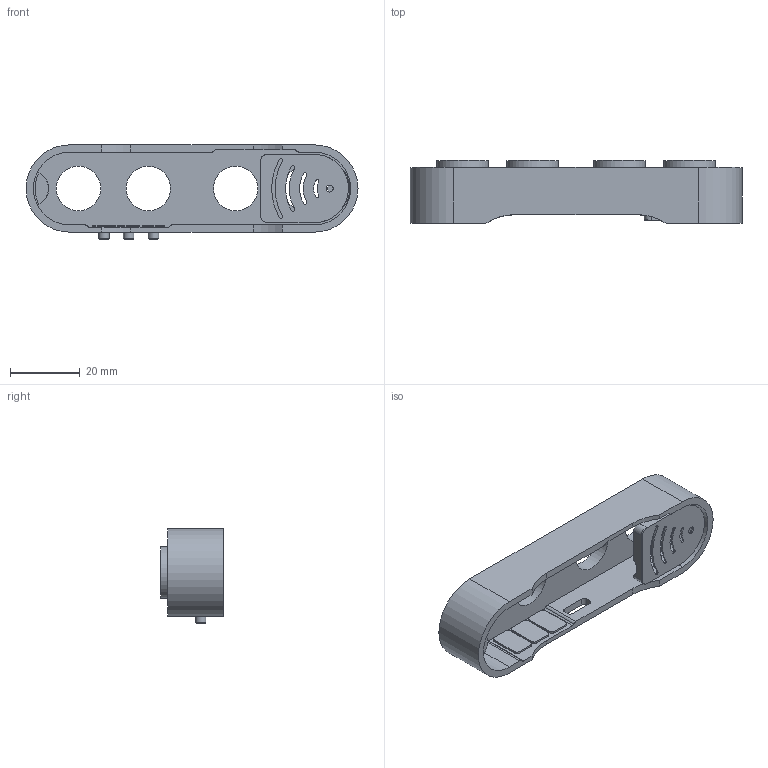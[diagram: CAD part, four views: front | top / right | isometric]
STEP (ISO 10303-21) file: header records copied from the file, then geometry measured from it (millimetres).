
FILE_DESCRIPTION(/* description */ (''),/* implementation_level */ '2;1');
FILE_NAME(/* name */ 'TickTockTubeClock Stripped v1.step',/* time_stamp */ '2022-04-10T08:50:37+02:00',/* author */ (''),/* organization */ (''),/* preprocessor_version */ 'ST-DEVELOPER v18.1',/* originating_system */ 'Autodesk Translation Framework v10.13.0.1454',/* authorisation */ '');
FILE_SCHEMA (('AUTOMOTIVE_DESIGN { 1 0 10303 214 3 1 1 }'));
Length unit declared in the file: millimetre
Products named in the file (3): TickTockTubeClock Stripped; Case; SLA Printed inner spacer
Assembly tree (2 placements, depth 2):
  TickTockTubeClock Stripped
    Case
    SLA Printed inner spacer
Bounding box: 95 x 18 x 27 mm (x, y, z)
Volume: 8906.1 mm3; surface area: 13039.6 mm2
Topology: 7 solids, 7 shells, 205 faces, 534 edges, 355 vertices
Faces by surface type: cylinder 101, plane 93, cone 9, torus 2
Full cylindrical faces by diameter (mm): 2 x2, 3 x4, 3.25 x3, 12.75 x4, 14.75 x4
Entity records: 6584 total; most frequent: CARTESIAN_POINT 1199, DIRECTION 1170, ORIENTED_EDGE 1068, EDGE_CURVE 534, AXIS2_PLACEMENT_3D 444, VERTEX_POINT 355, LINE 282, VECTOR 282
